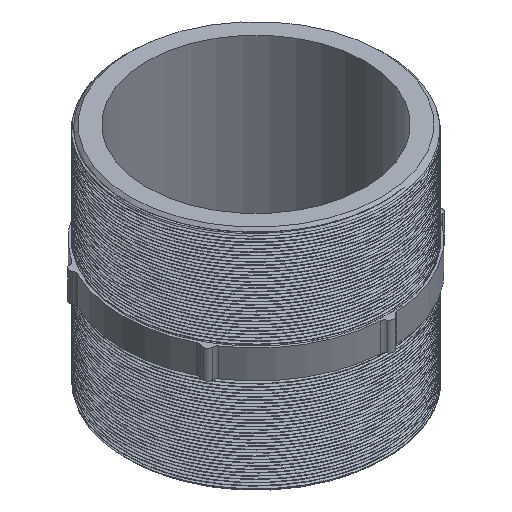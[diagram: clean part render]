
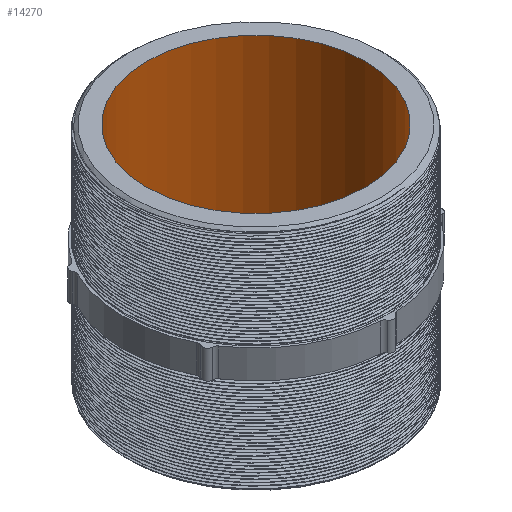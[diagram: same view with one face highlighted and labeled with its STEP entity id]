
A CAD part, isometric view. The second image highlights one B-rep face of the part: STEP entity #14270.
In plain terms, the highlighted cylindrical face has radius 36.513 mm (diameter 73.025 mm), a full revolution.
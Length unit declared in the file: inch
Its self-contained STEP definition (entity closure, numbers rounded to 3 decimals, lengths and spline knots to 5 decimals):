
#13317=CARTESIAN_POINT('',(1.4375,0.,-1.5));
#13318=VERTEX_POINT('',#13317);
#13319=CARTESIAN_POINT('',(0.0,0.0,-1.5));
#13320=DIRECTION('',(0.0,0.0,1.0));
#13321=DIRECTION('',(-1.0,0.0,0.0));
#13322=AXIS2_PLACEMENT_3D('',#13319,#13320,#13321);
#13323=CIRCLE('',#13322,1.4375);
#13324=EDGE_CURVE('',#13318,#13318,#13323,.T.);
#13383=CARTESIAN_POINT('',(1.4375,0.,1.5));
#13384=VERTEX_POINT('',#13383);
#13385=CARTESIAN_POINT('',(0.0,0.0,1.5));
#13386=DIRECTION('',(0.0,0.0,-1.0));
#13387=DIRECTION('',(-1.0,0.0,0.0));
#13388=AXIS2_PLACEMENT_3D('',#13385,#13386,#13387);
#13389=CIRCLE('',#13388,1.4375);
#13390=EDGE_CURVE('',#13384,#13384,#13389,.T.);
#14259=CARTESIAN_POINT('',(0.0,0.0,0.0));
#14260=DIRECTION('',(0.0,0.0,1.0));
#14261=DIRECTION('',(-1.0,0.0,0.0));
#14262=AXIS2_PLACEMENT_3D('',#14259,#14260,#14261);
#14263=CYLINDRICAL_SURFACE('',#14262,1.4375);
#14264=ORIENTED_EDGE('',*,*,#13324,.F.);
#14265=EDGE_LOOP('',(#14264));
#14266=FACE_OUTER_BOUND('',#14265,.T.);
#14267=ORIENTED_EDGE('',*,*,#13390,.F.);
#14268=EDGE_LOOP('',(#14267));
#14269=FACE_BOUND('',#14268,.T.);
#14270=ADVANCED_FACE('',(#14266,#14269),#14263,.F.);
